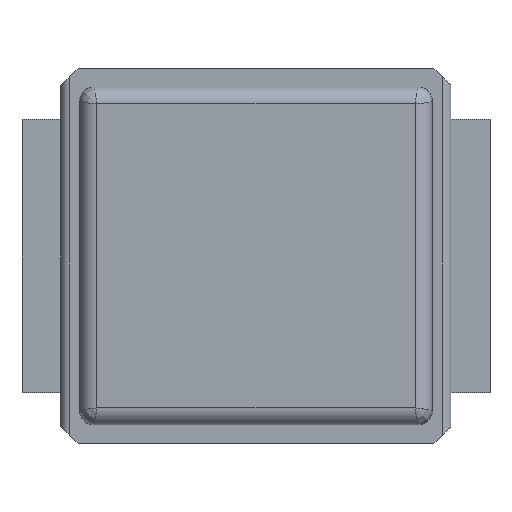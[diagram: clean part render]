
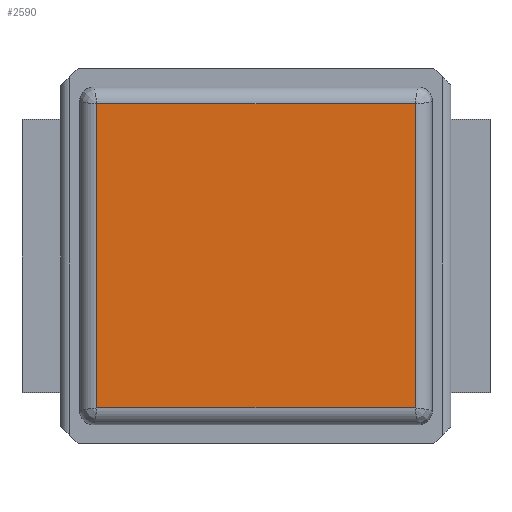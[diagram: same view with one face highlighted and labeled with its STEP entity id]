
A CAD part, top view. The second image highlights one B-rep face of the part: STEP entity #2590.
In plain terms, the highlighted planar face has unit normal (0, 0, 1).
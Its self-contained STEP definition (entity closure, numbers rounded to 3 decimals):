
#2178 = VERTEX_POINT('',#2179);
#2179 = CARTESIAN_POINT('',(1.634,1.559,0.565));
#2192 = VERTEX_POINT('',#2193);
#2193 = CARTESIAN_POINT('',(1.634,-1.559,0.565));
#2202 = EDGE_CURVE('',#2178,#2192,#2203,.T.);
#2203 = LINE('',#2204,#2205);
#2204 = CARTESIAN_POINT('',(1.634,1.587,0.565));
#2205 = VECTOR('',#2206,1.);
#2206 = DIRECTION('',(-0.,-1.,-0.));
#2288 = VERTEX_POINT('',#2289);
#2289 = CARTESIAN_POINT('',(-1.634,1.559,0.565));
#2300 = EDGE_CURVE('',#2288,#2178,#2301,.T.);
#2301 = LINE('',#2302,#2303);
#2302 = CARTESIAN_POINT('',(-1.662,1.559,0.565));
#2303 = VECTOR('',#2304,1.);
#2304 = DIRECTION('',(1.,0.,0.));
#2393 = VERTEX_POINT('',#2394);
#2394 = CARTESIAN_POINT('',(-1.634,-1.559,0.565));
#2407 = EDGE_CURVE('',#2393,#2288,#2408,.T.);
#2408 = LINE('',#2409,#2410);
#2409 = CARTESIAN_POINT('',(-1.634,-1.587,0.565));
#2410 = VECTOR('',#2411,1.);
#2411 = DIRECTION('',(0.,1.,0.));
#2505 = EDGE_CURVE('',#2192,#2393,#2506,.T.);
#2506 = LINE('',#2507,#2508);
#2507 = CARTESIAN_POINT('',(1.662,-1.559,0.565));
#2508 = VECTOR('',#2509,1.);
#2509 = DIRECTION('',(-1.,-0.,-0.));
#2590 = ADVANCED_FACE('',(#2591),#2597,.T.);
#2591 = FACE_BOUND('',#2592,.T.);
#2592 = EDGE_LOOP('',(#2593,#2594,#2595,#2596));
#2593 = ORIENTED_EDGE('',*,*,#2300,.F.);
#2594 = ORIENTED_EDGE('',*,*,#2407,.F.);
#2595 = ORIENTED_EDGE('',*,*,#2505,.F.);
#2596 = ORIENTED_EDGE('',*,*,#2202,.F.);
#2597 = PLANE('',#2598);
#2598 = AXIS2_PLACEMENT_3D('',#2599,#2600,#2601);
#2599 = CARTESIAN_POINT('',(-1.808,-1.733,0.565));
#2600 = DIRECTION('',(0.,0.,1.));
#2601 = DIRECTION('',(1.,0.,0.));
